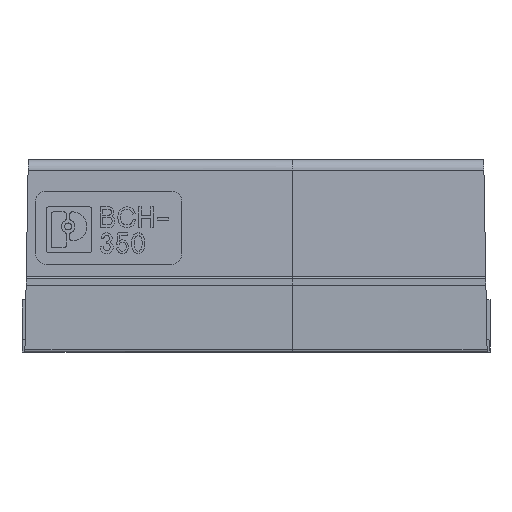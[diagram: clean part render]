
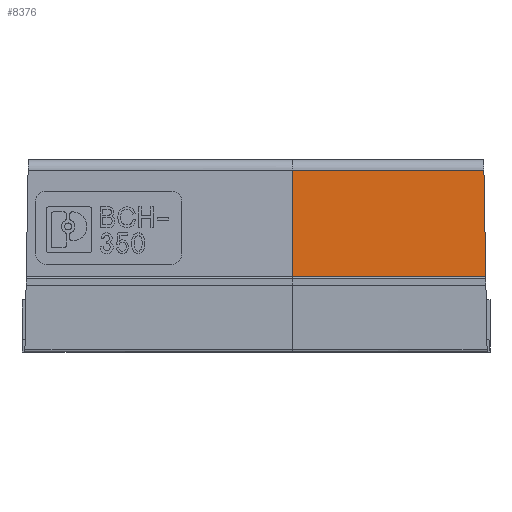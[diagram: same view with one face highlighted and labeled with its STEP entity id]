
A CAD part, top view. The second image highlights one B-rep face of the part: STEP entity #8376.
In plain terms, the highlighted planar face has unit normal (0, 0.018, 1).
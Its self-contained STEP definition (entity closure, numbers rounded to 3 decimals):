
#8376=ADVANCED_FACE('',(#19236),#19237,.T.);
#13666=VERTEX_POINT('',#24623);
#13670=VERTEX_POINT('',#24628);
#13672=EDGE_CURVE('',#13666,#13670,#24630,.T.);
#13880=VERTEX_POINT('',#24861);
#13934=EDGE_CURVE('',#13880,#13670,#24915,.T.);
#14454=VERTEX_POINT('',#25435);
#14456=EDGE_CURVE('',#13880,#14454,#25437,.T.);
#14902=EDGE_CURVE('',#14454,#13666,#25883,.T.);
#19236=FACE_OUTER_BOUND('',#35802,.T.);
#19237=PLANE('',#35803);
#24623=CARTESIAN_POINT('',(12.811,8.709,7.061));
#24628=CARTESIAN_POINT('',(21.97,8.709,7.061));
#24630=LINE('',#44469,#44470);
#24861=CARTESIAN_POINT('',(22.059,3.596,7.15));
#24915=LINE('',#45053,#45054);
#25435=CARTESIAN_POINT('',(12.811,3.596,7.15));
#25437=LINE('',#45901,#45902);
#25883=LINE('',#46617,#46618);
#35802=EDGE_LOOP('',(#55545,#55546,#55547,#55548));
#35803=AXIS2_PLACEMENT_3D('',#55549,#55550,#55551);
#44469=CARTESIAN_POINT('',(12.811,8.709,7.061));
#44470=VECTOR('',#57722,1.0);
#45053=CARTESIAN_POINT('',(22.059,3.596,7.15));
#45054=VECTOR('',#57838,1.0);
#45901=CARTESIAN_POINT('',(22.059,3.596,7.15));
#45902=VECTOR('',#58007,1.0);
#46617=CARTESIAN_POINT('',(12.811,3.596,7.15));
#46618=VECTOR('',#58158,1.0);
#55545=ORIENTED_EDGE('',*,*,#14456,.F.);
#55546=ORIENTED_EDGE('',*,*,#13934,.T.);
#55547=ORIENTED_EDGE('',*,*,#13672,.F.);
#55548=ORIENTED_EDGE('',*,*,#14902,.F.);
#55549=CARTESIAN_POINT('',(16.399,8.837,7.059));
#55550=DIRECTION('',(0.,0.017,1.));
#55551=DIRECTION('',(1.0,0.0,0.));
#57722=DIRECTION('',(1.0,0.,0.));
#57838=DIRECTION('',(-0.018,1.,-0.017));
#58007=DIRECTION('',(-1.0,0.,0.));
#58158=DIRECTION('',(0.,1.,-0.017));
